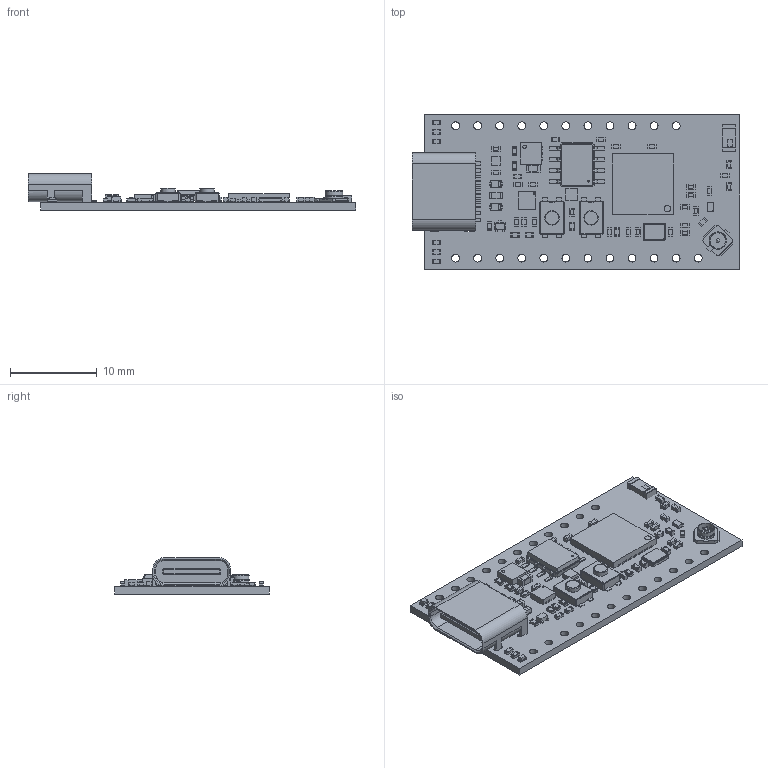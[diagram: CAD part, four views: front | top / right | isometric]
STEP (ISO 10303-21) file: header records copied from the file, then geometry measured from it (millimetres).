
FILE_DESCRIPTION(('KiCad electronic assembly'),'2;1');
FILE_NAME('TinyS3D.step','2025-05-26T15:52:31',('Pcbnew'),('Kicad'), 'Open CASCADE STEP processor 7.8','KiCad to STEP converter','Unknown' );
FILE_SCHEMA(('AUTOMOTIVE_DESIGN { 1 0 10303 214 1 1 1 1 }'));
Length unit declared in the file: millimetre
Products named in the file (24): TinyS3D 1; R_0402_1005Metric; C_0402_1005Metric; TDFN-6-1EP_2.5x2.5mm_P0.65mm_EP1.3x2mm; L_0402_1005Metric; BTN_KMR2_4.6X2.8_HAND; KMR221GLFS--3DModel-STEP-56544 v3; U.FL_Hirose_U.FL-R-SMT-1_Vertical; BGS12WN6E6327XTSA1; LED_0402_1005Metric; APA102 2020 LED; Component1; COMPOUND; MAX17048G-T10; SOT-723; NCP170AMX170TCG; D_SOD-523; SSOP-8_3.9x5.05mm_P1.27mm; 2450AT18B100E--3DModel-STEP-269445; Crystal_SMD_3225-4Pin_3.2x2.5mm_HandSoldering; C_0603_1608Metric; ESP32_S2--3DModel-STEP-1; HIRO-USB-C Fixed Position; TinyS3D_P1_PCB
Assembly tree (63 placements, depth 3):
  TinyS3D 1
    R_0402_1005Metric  x17
    C_0402_1005Metric  x19
    TDFN-6-1EP_2.5x2.5mm_P0.65mm_EP1.3x2mm
    L_0402_1005Metric  x3
    BTN_KMR2_4.6X2.8_HAND  x2
      KMR221GLFS--3DModel-STEP-56544 v3
    U.FL_Hirose_U.FL-R-SMT-1_Vertical
    BGS12WN6E6327XTSA1
    LED_0402_1005Metric  x2
    APA102 2020 LED
      Component1
      COMPOUND
    MAX17048G-T10
    SOT-723
    NCP170AMX170TCG
    D_SOD-523  x2
    SSOP-8_3.9x5.05mm_P1.27mm
    2450AT18B100E--3DModel-STEP-269445
    Crystal_SMD_3225-4Pin_3.2x2.5mm_HandSoldering
    C_0603_1608Metric  x2
    ESP32_S2--3DModel-STEP-1
    HIRO-USB-C Fixed Position
    TinyS3D_P1_PCB
Bounding box: 37.74 x 17.78 x 4.21 mm (x, y, z)
Volume: 792.5 mm3; surface area: 2558.6 mm2
Topology: 177 solids, 177 shells, 3318 faces, 8419 edges, 5518 vertices
Faces by surface type: plane 2151, cylinder 832, bspline 319, cone 13, torus 2, sphere 1
Full cylindrical faces by diameter (mm): 0.4 x2, 0.5 x2, 0.7 x2, 0.9 x12, 0.914 x11, 1.665 x4, 1.8 x1, 1.92 x1, 2 x2
Entity records: 68667 total; most frequent: CARTESIAN_POINT 13595, ORIENTED_EDGE 10818, DIRECTION 9482, EDGE_CURVE 5409, LINE 3840, VECTOR 3840, VERTEX_POINT 3552, AXIS2_PLACEMENT_3D 2821
